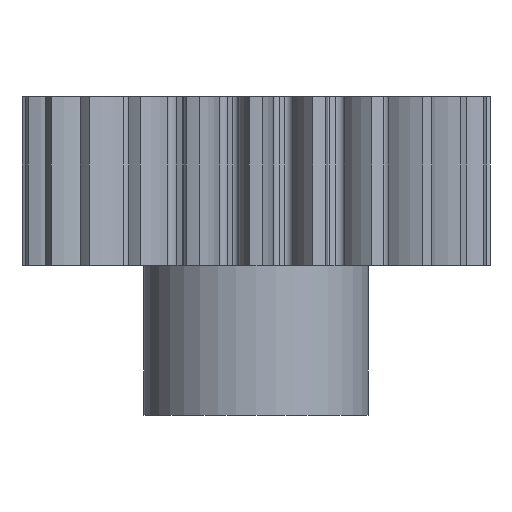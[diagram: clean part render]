
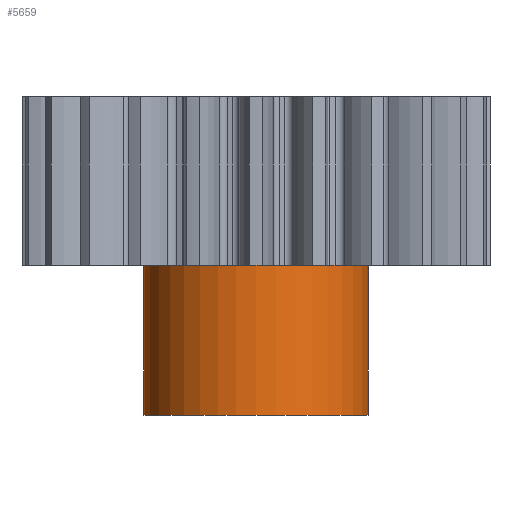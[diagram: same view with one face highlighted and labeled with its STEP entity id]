
A CAD part, front view. The second image highlights one B-rep face of the part: STEP entity #5659.
In plain terms, the highlighted cylindrical face has radius 6 mm (diameter 12 mm), a partial arc.
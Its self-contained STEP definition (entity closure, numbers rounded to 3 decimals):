
#202 = VERTEX_POINT ( 'NONE', #2227 ) ;
#209 = VERTEX_POINT ( 'NONE', #2213 ) ;
#248 = VERTEX_POINT ( 'NONE', #2371 ) ;
#259 = EDGE_CURVE ( 'NONE', #248, #272, #2164, .T. ) ;
#272 = VERTEX_POINT ( 'NONE', #2617 ) ;
#274 = EDGE_CURVE ( 'NONE', #209, #202, #2618, .T. ) ;
#2152 = DIRECTION ( 'NONE',  ( 0., 0., 1. ) ) ;
#2153 = VECTOR ( 'NONE', #2152, 1000. ) ;
#2154 = CARTESIAN_POINT ( 'NONE',  ( -6., 0., -8. ) ) ;
#2164 = LINE ( 'NONE', #2154, #2153 ) ;
#2213 = CARTESIAN_POINT ( 'NONE',  ( 6., 0., -8. ) ) ;
#2227 = CARTESIAN_POINT ( 'NONE',  ( 6., 0., 1.5 ) ) ;
#2371 = CARTESIAN_POINT ( 'NONE',  ( -6., 0., -8. ) ) ;
#2600 = DIRECTION ( 'NONE',  ( 0., 0., 1. ) ) ;
#2601 = VECTOR ( 'NONE', #2600, 1000. ) ;
#2602 = CARTESIAN_POINT ( 'NONE',  ( 6., 0., -8. ) ) ;
#2617 = CARTESIAN_POINT ( 'NONE',  ( -6., 0., 1.5 ) ) ;
#2618 = LINE ( 'NONE', #2602, #2601 ) ;
#5210 = CARTESIAN_POINT ( 'NONE',  ( 0., 0., -8. ) ) ;
#5211 = FACE_OUTER_BOUND ( 'NONE', #5673, .T. ) ;
#5261 = DIRECTION ( 'NONE',  ( -1., 0., 0. ) ) ;
#5262 = DIRECTION ( 'NONE',  ( 0., 0., -1. ) ) ;
#5263 = AXIS2_PLACEMENT_3D ( 'NONE', #5266, #5262, #5261 ) ;
#5264 = CIRCLE ( 'NONE', #5263, 6. ) ;
#5266 = CARTESIAN_POINT ( 'NONE',  ( 0., 0., 1.5 ) ) ;
#5272 = CIRCLE ( 'NONE', #5353, 6. ) ;
#5350 = DIRECTION ( 'NONE',  ( 1., 0., 0. ) ) ;
#5351 = DIRECTION ( 'NONE',  ( 0., 0., 1. ) ) ;
#5352 = CARTESIAN_POINT ( 'NONE',  ( 0., 0., -8. ) ) ;
#5353 = AXIS2_PLACEMENT_3D ( 'NONE', #5352, #5351, #5350 ) ;
#5355 = DIRECTION ( 'NONE',  ( 0., 0., 1. ) ) ;
#5404 = DIRECTION ( 'NONE',  ( 1., 0., 0. ) ) ;
#5408 = CYLINDRICAL_SURFACE ( 'NONE', #5415, 6. ) ;
#5415 = AXIS2_PLACEMENT_3D ( 'NONE', #5210, #5355, #5404 ) ;
#5524 = ORIENTED_EDGE ( 'NONE', *, *, #5529, .T. ) ;
#5526 = EDGE_CURVE ( 'NONE', #202, #272, #5264, .T. ) ;
#5529 = EDGE_CURVE ( 'NONE', #248, #209, #5272, .T. ) ;
#5659 = ADVANCED_FACE ( 'NONE', ( #5211 ), #5408, .T. ) ;
#5662 = ORIENTED_EDGE ( 'NONE', *, *, #259, .F. ) ;
#5663 = ORIENTED_EDGE ( 'NONE', *, *, #274, .T. ) ;
#5665 = ORIENTED_EDGE ( 'NONE', *, *, #5526, .T. ) ;
#5673 = EDGE_LOOP ( 'NONE', ( #5662, #5524, #5663, #5665 ) ) ;
